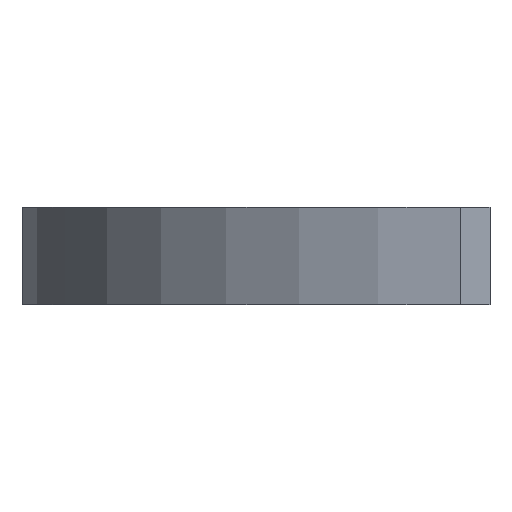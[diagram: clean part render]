
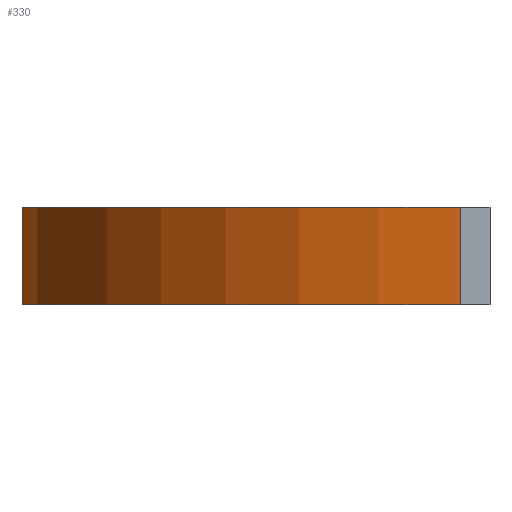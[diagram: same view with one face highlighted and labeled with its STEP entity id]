
A CAD part, front view. The second image highlights one B-rep face of the part: STEP entity #330.
In plain terms, the highlighted cylindrical face has radius 49.5 mm (diameter 99 mm), a partial arc.
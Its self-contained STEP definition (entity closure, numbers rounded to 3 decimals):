
#124 = VERTEX_POINT('',#125);
#125 = CARTESIAN_POINT('',(-4.55,-49.29,0.));
#131 = EDGE_CURVE('',#132,#124,#134,.T.);
#132 = VERTEX_POINT('',#133);
#133 = CARTESIAN_POINT('',(-4.55,49.29,0.));
#134 = CIRCLE('',#135,49.5);
#135 = AXIS2_PLACEMENT_3D('',#136,#137,#138);
#136 = CARTESIAN_POINT('',(0.,0.,0.));
#137 = DIRECTION('',(0.,0.,1.));
#138 = DIRECTION('',(1.,0.,0.));
#181 = VERTEX_POINT('',#182);
#182 = CARTESIAN_POINT('',(-4.55,-49.29,10.));
#188 = EDGE_CURVE('',#189,#181,#191,.T.);
#189 = VERTEX_POINT('',#190);
#190 = CARTESIAN_POINT('',(-4.55,49.29,10.));
#191 = CIRCLE('',#192,49.5);
#192 = AXIS2_PLACEMENT_3D('',#193,#194,#195);
#193 = CARTESIAN_POINT('',(0.,0.,10.));
#194 = DIRECTION('',(0.,0.,1.));
#195 = DIRECTION('',(1.,0.,0.));
#308 = EDGE_CURVE('',#124,#181,#309,.T.);
#309 = LINE('',#310,#311);
#310 = CARTESIAN_POINT('',(-4.55,-49.29,0.));
#311 = VECTOR('',#312,1.);
#312 = DIRECTION('',(0.,0.,1.));
#330 = ADVANCED_FACE('',(#331),#342,.T.);
#331 = FACE_BOUND('',#332,.F.);
#332 = EDGE_LOOP('',(#333,#339,#340,#341));
#333 = ORIENTED_EDGE('',*,*,#334,.T.);
#334 = EDGE_CURVE('',#132,#189,#335,.T.);
#335 = LINE('',#336,#337);
#336 = CARTESIAN_POINT('',(-4.55,49.29,0.));
#337 = VECTOR('',#338,1.);
#338 = DIRECTION('',(0.,0.,1.));
#339 = ORIENTED_EDGE('',*,*,#188,.T.);
#340 = ORIENTED_EDGE('',*,*,#308,.F.);
#341 = ORIENTED_EDGE('',*,*,#131,.F.);
#342 = CYLINDRICAL_SURFACE('',#343,49.5);
#343 = AXIS2_PLACEMENT_3D('',#344,#345,#346);
#344 = CARTESIAN_POINT('',(0.,0.,0.));
#345 = DIRECTION('',(-0.,-0.,-1.));
#346 = DIRECTION('',(1.,0.,0.));
